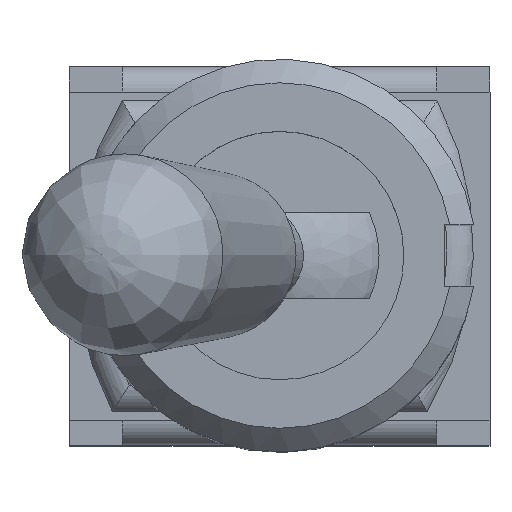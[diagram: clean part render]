
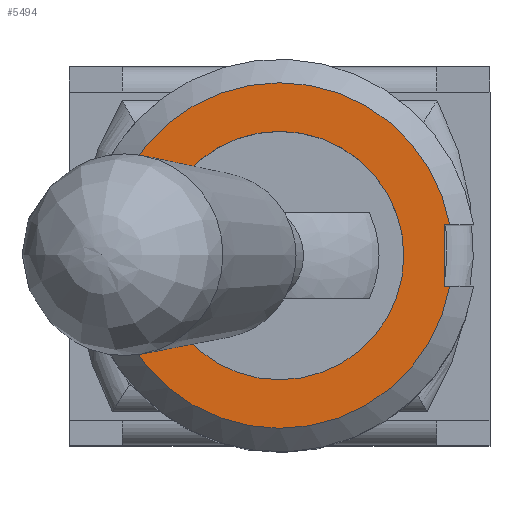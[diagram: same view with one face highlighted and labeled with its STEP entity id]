
A CAD part, top view. The second image highlights one B-rep face of the part: STEP entity #5494.
In plain terms, the highlighted planar face has unit normal (0, 0, 1).
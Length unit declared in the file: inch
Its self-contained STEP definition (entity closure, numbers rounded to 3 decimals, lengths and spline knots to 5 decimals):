
#47=FACE_BOUND('',#804,.T.);
#141=PLANE('',#6018);
#463=FACE_OUTER_BOUND('',#803,.T.);
#803=EDGE_LOOP('',(#4517,#4518,#4519,#4520));
#804=EDGE_LOOP('',(#4521));
#1085=CIRCLE('',#6017,0.20531);
#1086=CIRCLE('',#6019,0.14764);
#1429=LINE('',#8861,#1997);
#1430=LINE('',#8863,#1998);
#1431=LINE('',#8864,#1999);
#1997=VECTOR('',#7248,0.3937);
#1998=VECTOR('',#7249,0.3937);
#1999=VECTOR('',#7250,0.3937);
#2617=VERTEX_POINT('',#8847);
#2620=VERTEX_POINT('',#8854);
#2621=VERTEX_POINT('',#8860);
#2622=VERTEX_POINT('',#8862);
#2623=VERTEX_POINT('',#8865);
#3295=EDGE_CURVE('',#2620,#2617,#1085,.T.);
#3296=EDGE_CURVE('',#2621,#2620,#1429,.T.);
#3297=EDGE_CURVE('',#2622,#2621,#1430,.T.);
#3298=EDGE_CURVE('',#2617,#2622,#1431,.T.);
#3299=EDGE_CURVE('',#2623,#2623,#1086,.T.);
#4517=ORIENTED_EDGE('',*,*,#3295,.F.);
#4518=ORIENTED_EDGE('',*,*,#3296,.F.);
#4519=ORIENTED_EDGE('',*,*,#3297,.F.);
#4520=ORIENTED_EDGE('',*,*,#3298,.F.);
#4521=ORIENTED_EDGE('',*,*,#3299,.T.);
#5494=ADVANCED_FACE('',(#463,#47),#141,.T.);
#6017=AXIS2_PLACEMENT_3D('',#8858,#7244,#7245);
#6018=AXIS2_PLACEMENT_3D('',#8859,#7246,#7247);
#6019=AXIS2_PLACEMENT_3D('',#8866,#7251,#7252);
#7244=DIRECTION('center_axis',(0.,0.,
-1.));
#7245=DIRECTION('ref_axis',(-0.988,-0.156,0.));
#7246=DIRECTION('center_axis',(0.,0.,
1.));
#7247=DIRECTION('ref_axis',(-1.,0.,0.));
#7248=DIRECTION('',(1.,0.,0.));
#7249=DIRECTION('',(0.,-1.,0.));
#7250=DIRECTION('',(-1.,0.,0.));
#7251=DIRECTION('center_axis',(0.,0.,
-1.));
#7252=DIRECTION('ref_axis',(1.,0.,0.));
#8847=CARTESIAN_POINT('',(0.20206,0.03642,0.81811));
#8854=CARTESIAN_POINT('',(0.20206,-0.03642,0.81811));
#8858=CARTESIAN_POINT('Origin',(0.,0.,
0.81811));
#8859=CARTESIAN_POINT('Origin',(0.02815,0.,
0.81811));
#8860=CARTESIAN_POINT('',(0.19576,-0.03642,0.81811));
#8861=CARTESIAN_POINT('',(0.23041,-0.03642,0.81811));
#8862=CARTESIAN_POINT('',(0.19576,0.03642,0.81811));
#8863=CARTESIAN_POINT('',(0.19576,-0.03642,0.81811));
#8864=CARTESIAN_POINT('',(0.19576,0.03642,0.81811));
#8865=CARTESIAN_POINT('',(-0.14764,0.,0.81811));
#8866=CARTESIAN_POINT('Origin',(0.,0.,
0.81811));
